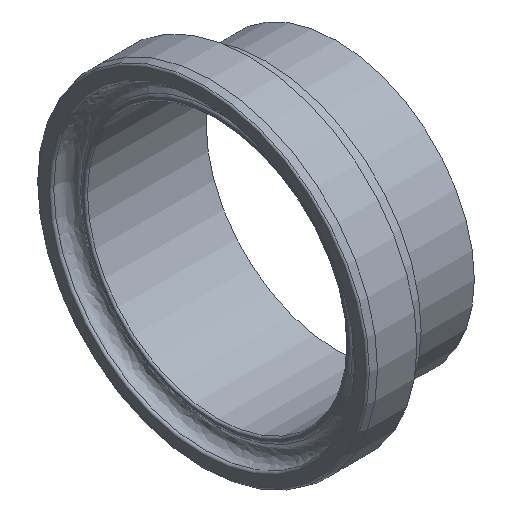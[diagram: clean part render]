
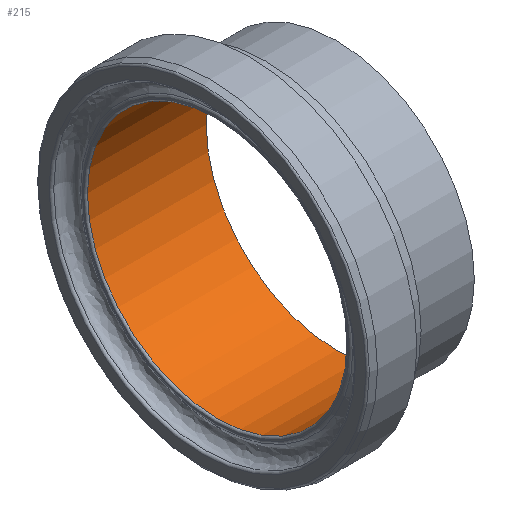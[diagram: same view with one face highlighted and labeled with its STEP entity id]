
A CAD part, isometric view. The second image highlights one B-rep face of the part: STEP entity #215.
In plain terms, the highlighted cylindrical face has radius 33 mm (diameter 66 mm), a full revolution.
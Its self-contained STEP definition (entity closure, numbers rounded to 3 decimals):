
#184=CARTESIAN_POINT('',(34.,33.,0.0));
#185=VERTEX_POINT('',#184);
#186=CARTESIAN_POINT('',(34.,0.0,0.0));
#187=DIRECTION('',(1.0,0.0,0.0));
#188=DIRECTION('',(0.0,1.0,0.0));
#189=AXIS2_PLACEMENT_3D('',#186,#187,#188);
#190=CIRCLE('',#189,33.);
#191=EDGE_CURVE('',#185,#185,#190,.T.);
#196=CARTESIAN_POINT('',(18.946,0.0,0.0));
#197=DIRECTION('',(1.0,0.0,0.0));
#198=DIRECTION('',(0.0,1.0,0.0));
#199=AXIS2_PLACEMENT_3D('',#196,#197,#198);
#200=CYLINDRICAL_SURFACE('',#199,33.0);
#201=CARTESIAN_POINT('',(3.893,33.,0.0));
#202=VERTEX_POINT('',#201);
#203=CARTESIAN_POINT('',(3.893,0.0,0.0));
#204=DIRECTION('',(1.0,0.0,0.0));
#205=DIRECTION('',(0.0,1.0,0.0));
#206=AXIS2_PLACEMENT_3D('',#203,#204,#205);
#207=CIRCLE('',#206,33.);
#208=EDGE_CURVE('',#202,#202,#207,.T.);
#209=ORIENTED_EDGE('',*,*,#208,.F.);
#210=EDGE_LOOP('',(#209));
#211=FACE_OUTER_BOUND('',#210,.T.);
#212=ORIENTED_EDGE('',*,*,#191,.T.);
#213=EDGE_LOOP('',(#212));
#214=FACE_BOUND('',#213,.T.);
#215=ADVANCED_FACE('',(#211,#214),#200,.F.);
